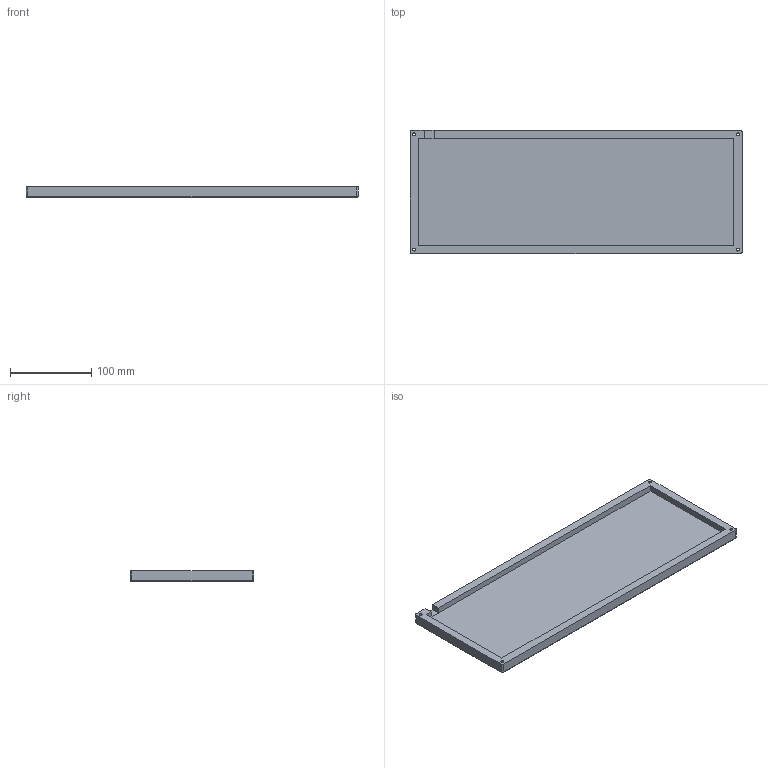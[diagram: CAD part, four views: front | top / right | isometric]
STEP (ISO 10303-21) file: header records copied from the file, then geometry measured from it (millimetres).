
FILE_DESCRIPTION(/* description */ (''),/* implementation_level */ '2;1');
FILE_NAME(/* name */ 'base v4.step',/* time_stamp */ '2025-06-19T14:12:57-04:00',/* author */ (''),/* organization */ (''),/* preprocessor_version */ 'ST-DEVELOPER v20.1',/* originating_system */ 'Autodesk Translation Framework v14.10.0.0',/* authorisation */ '');
FILE_SCHEMA (('AUTOMOTIVE_DESIGN { 1 0 10303 214 3 1 1 }'));
Length unit declared in the file: millimetre
Products named in the file (1): base
Bounding box: 409.32 x 152.14 x 13 mm (x, y, z)
Volume: 394028.4 mm3; surface area: 150202.9 mm2
Topology: 1 solids, 1 shells, 780 faces, 2251 edges, 1498 vertices
Faces by surface type: bspline 472, plane 292, cylinder 16
Full cylindrical faces by diameter (mm): 3.4 x4, 6 x4
Entity records: 26556 total; most frequent: CARTESIAN_POINT 11405, ORIENTED_EDGE 4502, EDGE_CURVE 2251, DIRECTION 1716, VERTEX_POINT 1498, LINE 1026, VECTOR 1026, EDGE_LOOP 813
